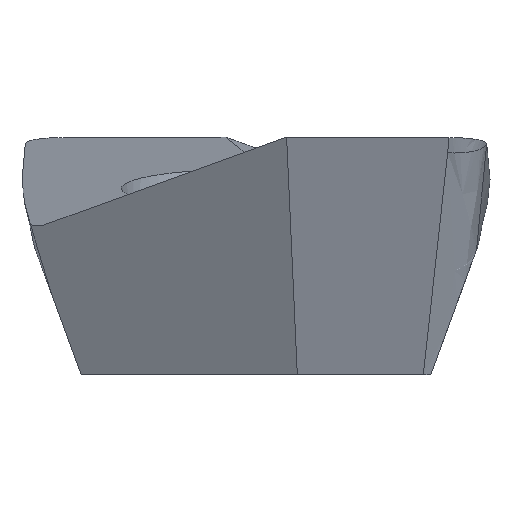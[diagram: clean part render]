
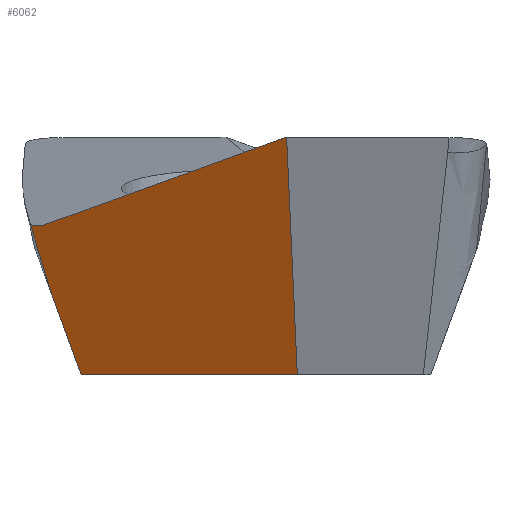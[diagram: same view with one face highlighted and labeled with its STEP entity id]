
A CAD part, front view. The second image highlights one B-rep face of the part: STEP entity #6062.
In plain terms, the highlighted planar face has unit normal (-0.243, -0.908, -0.342).
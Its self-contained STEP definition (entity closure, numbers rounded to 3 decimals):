
#2520=DIRECTION('',(-0.966,0.259,0.));
#2521=VECTOR('',#2520,4.479);
#2522=CARTESIAN_POINT('',(0.826,-5.264,-4.76));
#2523=LINE('',#2522,#2521);
#2647=CARTESIAN_POINT('',(-4.088,-4.556,
-3.144));
#2673=DIRECTION('',(0.042,0.342,-0.939));
#2674=VECTOR('',#2673,5.071);
#2675=CARTESIAN_POINT('',(0.613,-7.,0.));
#2676=LINE('',#2675,#2674);
#2680=DIRECTION('',(0.331,0.254,-0.909));
#2681=VECTOR('',#2680,1.778);
#2682=CARTESIAN_POINT('',(-4.088,-4.556,
-3.144));
#2683=LINE('',#2682,#2681);
#2687=CARTESIAN_POINT('',(-4.513,-4.964,
-1.759));
#2688=CARTESIAN_POINT('',(-4.44,-4.896,
-1.99));
#2689=CARTESIAN_POINT('',(-4.296,-4.761,
-2.452));
#2690=CARTESIAN_POINT('',(-4.157,-4.624,
-2.913));
#2691=CARTESIAN_POINT('',(-4.088,-4.556,
-3.144));
#2696=DIRECTION('',(0.969,-0.246,-0.036));
#2697=VECTOR('',#2696,0.257);
#2698=CARTESIAN_POINT('',(-4.513,-4.964,
-1.759));
#2699=LINE('',#2698,#2697);
#2721=DIRECTION('',(-0.879,0.355,-0.319));
#2722=VECTOR('',#2721,5.55);
#2723=CARTESIAN_POINT('',(0.613,-7.,0.));
#2724=LINE('',#2723,#2722);
#2999=CARTESIAN_POINT('',(-3.5,-4.104,-4.76));
#3001=VERTEX_POINT('',#2999);
#3008=VERTEX_POINT('',#2647);
#3011=CARTESIAN_POINT('',(0.826,-5.264,-4.76));
#3012=VERTEX_POINT('',#3011);
#3024=CARTESIAN_POINT('',(0.613,-7.,0.));
#3026=VERTEX_POINT('',#3024);
#3033=CARTESIAN_POINT('',(-4.513,-4.964,
-1.759));
#3034=CARTESIAN_POINT('',(-4.264,-5.027,
-1.768));
#3035=VERTEX_POINT('',#3033);
#3036=VERTEX_POINT('',#3034);
#6047=CARTESIAN_POINT('',(0.729,-7.031,0.));
#6048=DIRECTION('',(0.243,0.908,0.342));
#6049=DIRECTION('',(-0.966,0.259,0.));
#6050=AXIS2_PLACEMENT_3D('',#6047,#6048,#6049);
#6051=PLANE('',#6050);
#6053=ORIENTED_EDGE('',*,*,#6052,.F.);
#6055=ORIENTED_EDGE('',*,*,#6054,.T.);
#6056=ORIENTED_EDGE('',*,*,#5922,.T.);
#6057=ORIENTED_EDGE('',*,*,#5953,.F.);
#6058=ORIENTED_EDGE('',*,*,#6039,.F.);
#6059=ORIENTED_EDGE('',*,*,#3337,.T.);
#6060=EDGE_LOOP('',(#6053,#6055,#6056,#6057,#6058,#6059));
#6061=FACE_OUTER_BOUND('',#6060,.F.);
#2692=B_SPLINE_CURVE_WITH_KNOTS('',3,(#2687,#2688,#2689,#2690,#2691),
.UNSPECIFIED.,.F.,.F.,(4,1,4),(0.,0.5,1.),.UNSPECIFIED.);
#3337=EDGE_CURVE('',#3035,#3036,#2699,.T.);
#5922=EDGE_CURVE('',#3012,#3001,#2523,.T.);
#5953=EDGE_CURVE('',#3008,#3001,#2683,.T.);
#6039=EDGE_CURVE('',#3035,#3008,#2692,.T.);
#6052=EDGE_CURVE('',#3026,#3036,#2724,.T.);
#6054=EDGE_CURVE('',#3026,#3012,#2676,.T.);
#6062=ADVANCED_FACE('',(#6061),#6051,.F.);
